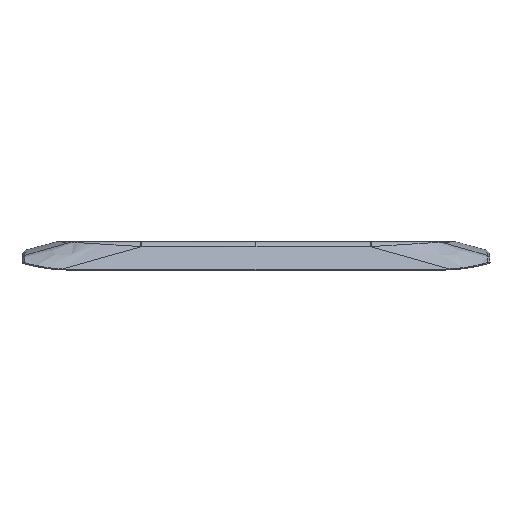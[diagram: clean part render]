
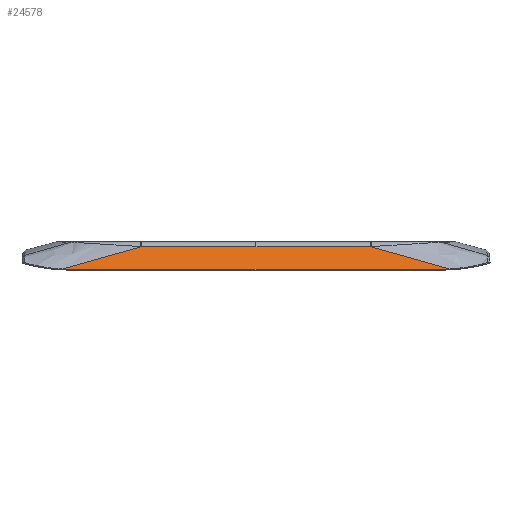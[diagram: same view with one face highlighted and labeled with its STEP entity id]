
A CAD part, left-side view. The second image highlights one B-rep face of the part: STEP entity #24578.
In plain terms, the highlighted planar face has unit normal (-0.951, 0, 0.309).
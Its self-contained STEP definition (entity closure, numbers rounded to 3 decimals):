
#108 = EDGE_CURVE ( 'NONE', #23246, #11802, #16239, .T. ) ;
#984 = CARTESIAN_POINT ( 'NONE',  ( -9.533, 169.423, -3.42 ) ) ;
#1181 = CARTESIAN_POINT ( 'NONE',  ( -9.533, -0.882, -3.42 ) ) ;
#1361 = EDGE_CURVE ( 'NONE', #11802, #13373, #14599, .T. ) ;
#2098 = B_SPLINE_CURVE_WITH_KNOTS ( 'NONE', 3,
 ( #17534, #21810, #9265, #20100 ),
 .UNSPECIFIED., .F., .F.,
 ( 4, 4 ),
 ( 0., 1. ),
 .UNSPECIFIED. ) ;
#2632 = CARTESIAN_POINT ( 'NONE',  ( -6.333, 34.241, 6.427 ) ) ;
#2952 = PLANE ( 'NONE',  #19991 ) ;
#2962 = CARTESIAN_POINT ( 'NONE',  ( -9.561, 165.796, -3.507 ) ) ;
#3095 = VERTEX_POINT ( 'NONE', #18656 ) ;
#3258 = CARTESIAN_POINT ( 'NONE',  ( -7.395, 146.248, 3.16 ) ) ;
#4240 = B_SPLINE_CURVE_WITH_KNOTS ( 'NONE', 3,
 ( #1181, #22759, #23213, #8183, #20828, #16743, #16928, #18838 ),
 .UNSPECIFIED., .F., .F.,
 ( 4, 1, 1, 1, 1, 4 ),
 ( 0., 0.013, 0.344, 0.955, 0.987, 1. ),
 .UNSPECIFIED. ) ;
#4836 = CARTESIAN_POINT ( 'NONE',  ( -6.333, 84.271, 6.427 ) ) ;
#4930 = FACE_OUTER_BOUND ( 'NONE', #26509, .T. ) ;
#4958 = EDGE_CURVE ( 'NONE', #12123, #10802, #28068, .T. ) ;
#5617 = EDGE_CURVE ( 'NONE', #10802, #9160, #21905, .T. ) ;
#5624 = DIRECTION ( 'NONE',  ( -0.309, 0., -0.951 ) ) ;
#6044 = EDGE_CURVE ( 'NONE', #3095, #11576, #4240, .T. ) ;
#6300 = CARTESIAN_POINT ( 'NONE',  ( -9.561, 84.271, -3.507 ) ) ;
#6898 = CARTESIAN_POINT ( 'NONE',  ( -6.333, 134.652, 6.427 ) ) ;
#6922 = CARTESIAN_POINT ( 'NONE',  ( -6.333, 67.594, 6.427 ) ) ;
#7017 = CARTESIAN_POINT ( 'NONE',  ( -6.333, 50.918, 6.427 ) ) ;
#7065 = CARTESIAN_POINT ( 'NONE',  ( -9.561, 165.866, -3.507 ) ) ;
#7745 = CARTESIAN_POINT ( 'NONE',  ( -6.333, 134.3, 6.427 ) ) ;
#7946 = CARTESIAN_POINT ( 'NONE',  ( -6.333, 134.535, 6.427 ) ) ;
#8183 = CARTESIAN_POINT ( 'NONE',  ( -9.554, 0.705, -3.486 ) ) ;
#8341 = ORIENTED_EDGE ( 'NONE', *, *, #10681, .F. ) ;
#8397 = CARTESIAN_POINT ( 'NONE',  ( -6.333, 33.889, 6.427 ) ) ;
#8586 = CARTESIAN_POINT ( 'NONE',  ( -9.533, -0.882, -3.42 ) ) ;
#8686 = CARTESIAN_POINT ( 'NONE',  ( -8.461, 10.703, -0.122 ) ) ;
#9041 = ORIENTED_EDGE ( 'NONE', *, *, #4958, .F. ) ;
#9160 = VERTEX_POINT ( 'NONE', #7745 ) ;
#9265 = CARTESIAN_POINT ( 'NONE',  ( -6.333, 100.947, 6.427 ) ) ;
#9306 = CARTESIAN_POINT ( 'NONE',  ( -6.333, 84.271, 6.427 ) ) ;
#9336 = CARTESIAN_POINT ( 'NONE',  ( -9.54, 168.991, -3.441 ) ) ;
#10029 = CARTESIAN_POINT ( 'NONE',  ( -6.333, 134.652, 6.427 ) ) ;
#10681 = EDGE_CURVE ( 'NONE', #9160, #23246, #2098, .T. ) ;
#10802 = VERTEX_POINT ( 'NONE', #6898 ) ;
#11032 = VERTEX_POINT ( 'NONE', #20677 ) ;
#11562 = CARTESIAN_POINT ( 'NONE',  ( -6.333, 34.241, 6.427 ) ) ;
#11576 = VERTEX_POINT ( 'NONE', #11886 ) ;
#11619 = CARTESIAN_POINT ( 'NONE',  ( -9.561, 165.812, -3.507 ) ) ;
#11628 = CARTESIAN_POINT ( 'NONE',  ( -6.333, 34.241, 6.427 ) ) ;
#11763 = ORIENTED_EDGE ( 'NONE', *, *, #20995, .F. ) ;
#11802 = VERTEX_POINT ( 'NONE', #11562 ) ;
#11814 = CARTESIAN_POINT ( 'NONE',  ( -8.461, 157.838, -0.122 ) ) ;
#11820 = CARTESIAN_POINT ( 'NONE',  ( -6.333, 34.006, 6.427 ) ) ;
#11886 = CARTESIAN_POINT ( 'NONE',  ( -9.561, 2.746, -3.507 ) ) ;
#12123 = VERTEX_POINT ( 'NONE', #15062 ) ;
#13092 = B_SPLINE_CURVE_WITH_KNOTS ( 'NONE', 3,
 ( #8397, #15150, #8686, #8586 ),
 .UNSPECIFIED., .F., .F.,
 ( 4, 4 ),
 ( 0., 1. ),
 .UNSPECIFIED. ) ;
#13373 = VERTEX_POINT ( 'NONE', #15043 ) ;
#13622 = CARTESIAN_POINT ( 'NONE',  ( -6.333, 33.889, 6.427 ) ) ;
#13800 = CARTESIAN_POINT ( 'NONE',  ( -9.533, 169.423, -3.42 ) ) ;
#14079 = CARTESIAN_POINT ( 'NONE',  ( -7.947, 84.271, 1.46 ) ) ;
#14599 = B_SPLINE_CURVE_WITH_KNOTS ( 'NONE', 3,
 ( #11628, #26811, #11820, #13622 ),
 .UNSPECIFIED., .F., .F.,
 ( 4, 4 ),
 ( 0., 1. ),
 .UNSPECIFIED. ) ;
#14852 = DIRECTION ( 'NONE',  ( 0., 1., 0. ) ) ;
#15043 = CARTESIAN_POINT ( 'NONE',  ( -6.333, 33.889, 6.427 ) ) ;
#15062 = CARTESIAN_POINT ( 'NONE',  ( -9.533, 169.423, -3.42 ) ) ;
#15150 = CARTESIAN_POINT ( 'NONE',  ( -7.395, 22.294, 3.16 ) ) ;
#15310 = ORIENTED_EDGE ( 'NONE', *, *, #1361, .F. ) ;
#16239 = B_SPLINE_CURVE_WITH_KNOTS ( 'NONE', 3,
 ( #4836, #6922, #7017, #2632 ),
 .UNSPECIFIED., .F., .F.,
 ( 4, 4 ),
 ( 0., 1. ),
 .UNSPECIFIED. ) ;
#16743 = CARTESIAN_POINT ( 'NONE',  ( -9.561, 2.675, -3.507 ) ) ;
#16928 = CARTESIAN_POINT ( 'NONE',  ( -9.561, 2.729, -3.507 ) ) ;
#17534 = CARTESIAN_POINT ( 'NONE',  ( -6.333, 134.3, 6.427 ) ) ;
#18265 = DIRECTION ( 'NONE',  ( 0.951, 0., -0.309 ) ) ;
#18394 = EDGE_CURVE ( 'NONE', #13373, #3095, #13092, .T. ) ;
#18656 = CARTESIAN_POINT ( 'NONE',  ( -9.533, -0.882, -3.42 ) ) ;
#18838 = CARTESIAN_POINT ( 'NONE',  ( -9.561, 2.746, -3.507 ) ) ;
#19923 = LINE ( 'NONE', #6300, #25025 ) ;
#19991 = AXIS2_PLACEMENT_3D ( 'NONE', #14079, #18265, #5624 ) ;
#20100 = CARTESIAN_POINT ( 'NONE',  ( -6.333, 84.271, 6.427 ) ) ;
#20159 = ORIENTED_EDGE ( 'NONE', *, *, #108, .F. ) ;
#20445 = CARTESIAN_POINT ( 'NONE',  ( -6.333, 134.652, 6.427 ) ) ;
#20677 = CARTESIAN_POINT ( 'NONE',  ( -9.561, 165.796, -3.507 ) ) ;
#20774 = CARTESIAN_POINT ( 'NONE',  ( -6.333, 134.3, 6.427 ) ) ;
#20775 = B_SPLINE_CURVE_WITH_KNOTS ( 'NONE', 3,
 ( #2962, #11619, #7065, #26898, #26801, #9336, #24533, #13800 ),
 .UNSPECIFIED., .F., .F.,
 ( 4, 1, 1, 1, 1, 4 ),
 ( 0., 0.013, 0.045, 0.656, 0.987, 1. ),
 .UNSPECIFIED. ) ;
#20828 = CARTESIAN_POINT ( 'NONE',  ( -9.561, 1.882, -3.506 ) ) ;
#20995 = EDGE_CURVE ( 'NONE', #11576, #11032, #19923, .T. ) ;
#21153 = ORIENTED_EDGE ( 'NONE', *, *, #18394, .F. ) ;
#21810 = CARTESIAN_POINT ( 'NONE',  ( -6.333, 117.624, 6.427 ) ) ;
#21905 = B_SPLINE_CURVE_WITH_KNOTS ( 'NONE', 3,
 ( #10029, #7946, #25329, #20774 ),
 .UNSPECIFIED., .F., .F.,
 ( 4, 4 ),
 ( 0., 1. ),
 .UNSPECIFIED. ) ;
#22710 = ORIENTED_EDGE ( 'NONE', *, *, #5617, .F. ) ;
#22759 = CARTESIAN_POINT ( 'NONE',  ( -9.533, -0.866, -3.421 ) ) ;
#23213 = CARTESIAN_POINT ( 'NONE',  ( -9.54, -0.45, -3.441 ) ) ;
#23246 = VERTEX_POINT ( 'NONE', #9306 ) ;
#23434 = EDGE_CURVE ( 'NONE', #11032, #12123, #20775, .T. ) ;
#24533 = CARTESIAN_POINT ( 'NONE',  ( -9.533, 169.407, -3.421 ) ) ;
#24578 = ADVANCED_FACE ( 'NONE', ( #4930 ), #2952, .F. ) ;
#24701 = ORIENTED_EDGE ( 'NONE', *, *, #23434, .F. ) ;
#25025 = VECTOR ( 'NONE', #14852, 1000. ) ;
#25329 = CARTESIAN_POINT ( 'NONE',  ( -6.333, 134.417, 6.427 ) ) ;
#26509 = EDGE_LOOP ( 'NONE', ( #24701, #11763, #27642, #21153, #15310, #20159, #8341, #22710, #9041 ) ) ;
#26801 = CARTESIAN_POINT ( 'NONE',  ( -9.554, 167.837, -3.486 ) ) ;
#26811 = CARTESIAN_POINT ( 'NONE',  ( -6.333, 34.124, 6.427 ) ) ;
#26898 = CARTESIAN_POINT ( 'NONE',  ( -9.561, 166.659, -3.506 ) ) ;
#27642 = ORIENTED_EDGE ( 'NONE', *, *, #6044, .F. ) ;
#28068 = B_SPLINE_CURVE_WITH_KNOTS ( 'NONE', 3,
 ( #984, #11814, #3258, #20445 ),
 .UNSPECIFIED., .F., .F.,
 ( 4, 4 ),
 ( 0., 1. ),
 .UNSPECIFIED. ) ;
